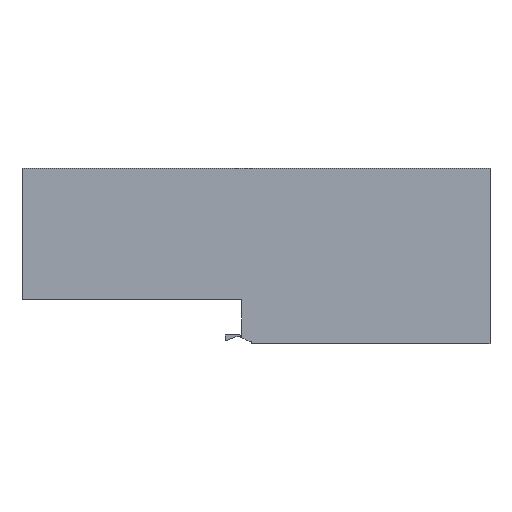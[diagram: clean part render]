
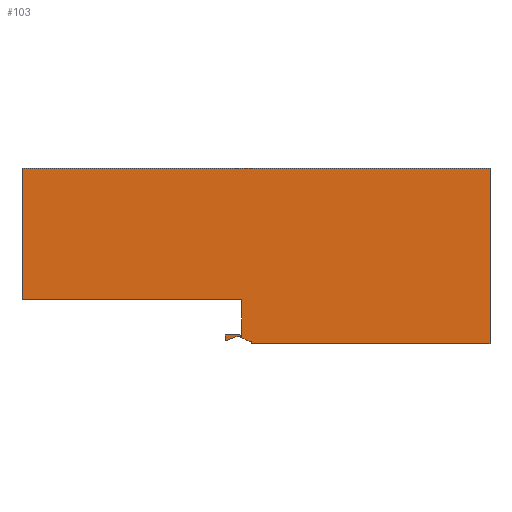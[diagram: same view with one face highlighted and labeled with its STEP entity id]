
A CAD part, top view. The second image highlights one B-rep face of the part: STEP entity #103.
In plain terms, the highlighted planar face has unit normal (0, 0, 1).
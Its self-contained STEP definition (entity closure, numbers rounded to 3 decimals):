
#12=FACE_OUTER_BOUND('',#13,.T.);
#13=EDGE_LOOP('',(#83,#84,#85,#86,#87,#88,#89,#90,#91,#92,#93,#94,#95,#96,
#97,#98,#99,#100,#101));
#14=B_SPLINE_CURVE_WITH_KNOTS('',3,(#177,#178,#179,#180),.UNSPECIFIED.,
 .F.,.F.,(4,4),(0.,0.026),.UNSPECIFIED.);
#15=B_SPLINE_CURVE_WITH_KNOTS('',3,(#182,#183,#184,#185),.UNSPECIFIED.,
 .F.,.F.,(4,4),(0.026,0.097),.UNSPECIFIED.);
#16=B_SPLINE_CURVE_WITH_KNOTS('',3,(#187,#188,#189,#190),.UNSPECIFIED.,
 .F.,.F.,(4,4),(0.097,0.129),.UNSPECIFIED.);
#17=B_SPLINE_CURVE_WITH_KNOTS('',3,(#192,#193,#194,#195,#196,#197,#198,
#199,#200,#201,#202,#203),.UNSPECIFIED.,.F.,.F.,(4,2,2,2,2,4),(0.129,
0.134,0.268,0.402,0.536,
0.67),.UNSPECIFIED.);
#18=CIRCLE('',#120,2.5);
#19=CIRCLE('',#121,9.339);
#20=CIRCLE('',#122,1.5);
#21=LINE('',#149,#33);
#22=LINE('',#151,#34);
#23=LINE('',#153,#35);
#24=LINE('',#155,#36);
#25=LINE('',#157,#37);
#26=LINE('',#159,#38);
#27=LINE('',#161,#39);
#28=LINE('',#163,#40);
#29=LINE('',#167,#41);
#30=LINE('',#169,#42);
#31=LINE('',#171,#43);
#32=LINE('',#204,#44);
#33=VECTOR('',#127,10.);
#34=VECTOR('',#128,10.);
#35=VECTOR('',#129,10.);
#36=VECTOR('',#130,10.);
#37=VECTOR('',#131,10.);
#38=VECTOR('',#132,10.);
#39=VECTOR('',#133,10.);
#40=VECTOR('',#134,10.);
#41=VECTOR('',#137,10.);
#42=VECTOR('',#138,10.);
#43=VECTOR('',#139,10.);
#44=VECTOR('',#144,10.);
#45=VERTEX_POINT('',#147);
#46=VERTEX_POINT('',#148);
#47=VERTEX_POINT('',#150);
#48=VERTEX_POINT('',#152);
#49=VERTEX_POINT('',#154);
#50=VERTEX_POINT('',#156);
#51=VERTEX_POINT('',#158);
#52=VERTEX_POINT('',#160);
#53=VERTEX_POINT('',#162);
#54=VERTEX_POINT('',#164);
#55=VERTEX_POINT('',#166);
#56=VERTEX_POINT('',#168);
#57=VERTEX_POINT('',#170);
#58=VERTEX_POINT('',#172);
#59=VERTEX_POINT('',#174);
#60=VERTEX_POINT('',#176);
#61=VERTEX_POINT('',#181);
#62=VERTEX_POINT('',#186);
#63=VERTEX_POINT('',#191);
#64=EDGE_CURVE('',#45,#46,#21,.T.);
#65=EDGE_CURVE('',#46,#47,#22,.T.);
#66=EDGE_CURVE('',#47,#48,#23,.T.);
#67=EDGE_CURVE('',#48,#49,#24,.T.);
#68=EDGE_CURVE('',#50,#49,#25,.T.);
#69=EDGE_CURVE('',#51,#50,#26,.T.);
#70=EDGE_CURVE('',#52,#51,#27,.T.);
#71=EDGE_CURVE('',#52,#53,#28,.T.);
#72=EDGE_CURVE('',#53,#54,#18,.T.);
#73=EDGE_CURVE('',#54,#55,#29,.T.);
#74=EDGE_CURVE('',#55,#56,#30,.T.);
#75=EDGE_CURVE('',#56,#57,#31,.T.);
#76=EDGE_CURVE('',#58,#57,#19,.T.);
#77=EDGE_CURVE('',#59,#58,#20,.T.);
#78=EDGE_CURVE('',#59,#60,#14,.T.);
#79=EDGE_CURVE('',#60,#61,#15,.T.);
#80=EDGE_CURVE('',#61,#62,#16,.T.);
#81=EDGE_CURVE('',#62,#63,#17,.T.);
#82=EDGE_CURVE('',#45,#63,#32,.T.);
#83=ORIENTED_EDGE('',*,*,#64,.T.);
#84=ORIENTED_EDGE('',*,*,#65,.T.);
#85=ORIENTED_EDGE('',*,*,#66,.T.);
#86=ORIENTED_EDGE('',*,*,#67,.T.);
#87=ORIENTED_EDGE('',*,*,#68,.F.);
#88=ORIENTED_EDGE('',*,*,#69,.F.);
#89=ORIENTED_EDGE('',*,*,#70,.F.);
#90=ORIENTED_EDGE('',*,*,#71,.T.);
#91=ORIENTED_EDGE('',*,*,#72,.T.);
#92=ORIENTED_EDGE('',*,*,#73,.T.);
#93=ORIENTED_EDGE('',*,*,#74,.T.);
#94=ORIENTED_EDGE('',*,*,#75,.T.);
#95=ORIENTED_EDGE('',*,*,#76,.F.);
#96=ORIENTED_EDGE('',*,*,#77,.F.);
#97=ORIENTED_EDGE('',*,*,#78,.T.);
#98=ORIENTED_EDGE('',*,*,#79,.T.);
#99=ORIENTED_EDGE('',*,*,#80,.T.);
#100=ORIENTED_EDGE('',*,*,#81,.T.);
#101=ORIENTED_EDGE('',*,*,#82,.F.);
#102=PLANE('',#119);
#103=ADVANCED_FACE('',(#12),#102,.T.);
#119=AXIS2_PLACEMENT_3D('',#146,#125,#126);
#120=AXIS2_PLACEMENT_3D('',#165,#135,#136);
#121=AXIS2_PLACEMENT_3D('',#173,#140,#141);
#122=AXIS2_PLACEMENT_3D('',#175,#142,#143);
#125=DIRECTION('center_axis',(0.,0.,1.));
#126=DIRECTION('ref_axis',(1.,0.,0.));
#127=DIRECTION('',(1.,0.,0.));
#128=DIRECTION('',(0.,1.,0.));
#129=DIRECTION('',(-1.,0.,0.));
#130=DIRECTION('',(0.,-1.,0.));
#131=DIRECTION('',(-1.,0.,0.));
#132=DIRECTION('',(0.,1.,0.));
#133=DIRECTION('',(1.,0.,0.));
#134=DIRECTION('',(-0.611,0.791,0.));
#135=DIRECTION('center_axis',(0.,0.,1.));
#136=DIRECTION('ref_axis',(0.776,0.63,0.));
#137=DIRECTION('',(-1.,0.,0.));
#138=DIRECTION('',(0.,-1.,0.));
#139=DIRECTION('',(0.94,0.342,0.));
#140=DIRECTION('center_axis',(0.,0.,1.));
#141=DIRECTION('ref_axis',(0.,1.,0.));
#142=DIRECTION('center_axis',(0.,0.,1.));
#143=DIRECTION('ref_axis',(0.819,0.574,0.));
#144=DIRECTION('',(0.,1.,0.));
#146=CARTESIAN_POINT('Origin',(36.109,15.,0.));
#147=CARTESIAN_POINT('',(12.019,0.,0.));
#148=CARTESIAN_POINT('',(300.2,0.,0.));
#149=CARTESIAN_POINT('',(-19.358,0.,0.));
#150=CARTESIAN_POINT('',(300.2,212.,0.));
#151=CARTESIAN_POINT('',(300.2,0.,0.));
#152=CARTESIAN_POINT('',(-264.8,212.,0.));
#153=CARTESIAN_POINT('',(300.2,212.,0.));
#154=CARTESIAN_POINT('',(-264.8,53.,0.));
#155=CARTESIAN_POINT('',(-264.8,212.,0.));
#156=CARTESIAN_POINT('',(0.2,53.,0.));
#157=CARTESIAN_POINT('',(0.2,53.,0.));
#158=CARTESIAN_POINT('',(0.2,9.31,0.));
#159=CARTESIAN_POINT('',(0.2,12.,0.));
#160=CARTESIAN_POINT('',(0.,9.31,0.));
#161=CARTESIAN_POINT('',(0.,9.31,0.));
#162=CARTESIAN_POINT('',(-0.437,9.876,0.));
#163=CARTESIAN_POINT('',(0.,9.31,0.));
#164=CARTESIAN_POINT('',(-2.378,10.8,0.));
#165=CARTESIAN_POINT('Origin',(-2.378,8.3,0.));
#166=CARTESIAN_POINT('',(-19.358,10.8,0.));
#167=CARTESIAN_POINT('',(12.019,10.8,0.));
#168=CARTESIAN_POINT('',(-19.358,3.628,0.));
#169=CARTESIAN_POINT('',(-19.358,30.,0.));
#170=CARTESIAN_POINT('',(-5.213,8.776,0.));
#171=CARTESIAN_POINT('',(-19.358,3.628,0.));
#172=CARTESIAN_POINT('',(-2.019,9.339,0.));
#173=CARTESIAN_POINT('Origin',(-2.019,0.,0.));
#174=CARTESIAN_POINT('',(-0.79,8.7,0.));
#175=CARTESIAN_POINT('Origin',(-2.019,7.839,0.));
#176=CARTESIAN_POINT('',(-0.437,8.2,0.));
#177=CARTESIAN_POINT('Ctrl Pts',(-0.79,8.7,0.));
#178=CARTESIAN_POINT('Ctrl Pts',(-0.642,8.489,0.));
#179=CARTESIAN_POINT('Ctrl Pts',(-0.528,8.327,0.));
#180=CARTESIAN_POINT('Ctrl Pts',(-0.437,8.2,0.));
#181=CARTESIAN_POINT('',(0.,7.668,0.));
#182=CARTESIAN_POINT('Ctrl Pts',(-0.437,8.2,0.));
#183=CARTESIAN_POINT('Ctrl Pts',(-0.194,7.863,0.));
#184=CARTESIAN_POINT('Ctrl Pts',(-0.114,7.773,0.));
#185=CARTESIAN_POINT('Ctrl Pts',(0.,7.668,0.));
#186=CARTESIAN_POINT('',(0.2,7.486,0.));
#187=CARTESIAN_POINT('Ctrl Pts',(0.,7.668,0.));
#188=CARTESIAN_POINT('Ctrl Pts',(0.053,7.619,0.));
#189=CARTESIAN_POINT('Ctrl Pts',(0.113,7.567,0.));
#190=CARTESIAN_POINT('Ctrl Pts',(0.2,7.486,0.));
#191=CARTESIAN_POINT('',(12.019,2.63,0.));
#192=CARTESIAN_POINT('Ctrl Pts',(0.2,7.486,0.));
#193=CARTESIAN_POINT('Ctrl Pts',(0.213,7.474,0.));
#194=CARTESIAN_POINT('Ctrl Pts',(0.226,7.462,0.));
#195=CARTESIAN_POINT('Ctrl Pts',(0.63,7.077,0.));
#196=CARTESIAN_POINT('Ctrl Pts',(1.14,6.683,0.));
#197=CARTESIAN_POINT('Ctrl Pts',(2.459,5.874,0.));
#198=CARTESIAN_POINT('Ctrl Pts',(3.265,5.459,0.));
#199=CARTESIAN_POINT('Ctrl Pts',(5.199,4.634,0.));
#200=CARTESIAN_POINT('Ctrl Pts',(6.324,4.221,0.));
#201=CARTESIAN_POINT('Ctrl Pts',(8.912,3.413,0.));
#202=CARTESIAN_POINT('Ctrl Pts',(10.375,3.016,0.));
#203=CARTESIAN_POINT('Ctrl Pts',(12.019,2.63,0.));
#204=CARTESIAN_POINT('',(12.019,0.,0.));
